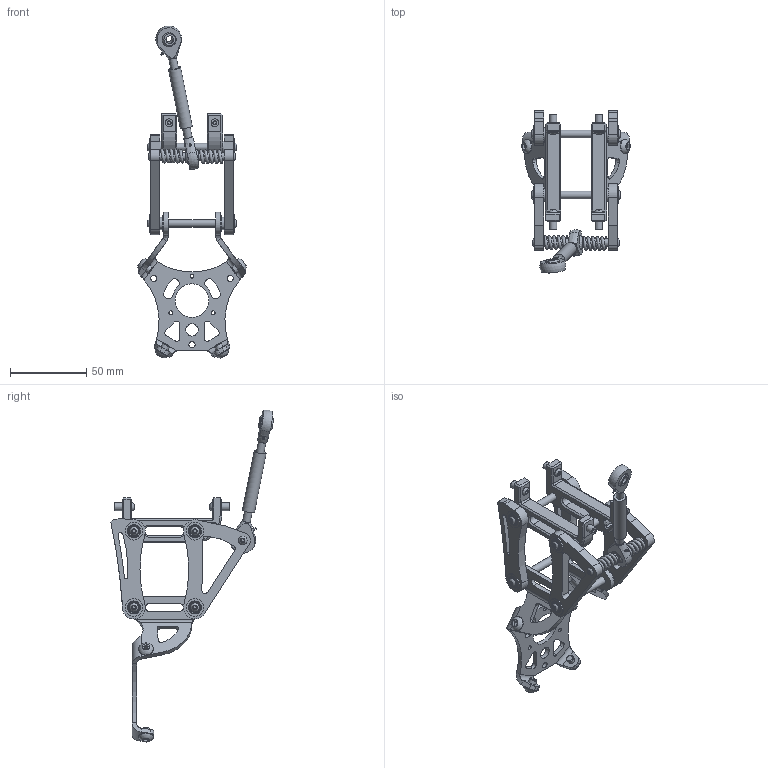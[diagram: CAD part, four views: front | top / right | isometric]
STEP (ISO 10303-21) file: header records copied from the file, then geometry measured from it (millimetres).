
FILE_DESCRIPTION(/* description */ (''),/* implementation_level */ '2;1');
FILE_NAME(/* name */ '底盘悬架 v44.step',/* time_stamp */ '2022-06-29T16:18:39+08:00',/* author */ (''),/* organization */ (''),/* preprocessor_version */ 'ST-DEVELOPER v19',/* originating_system */ 'Autodesk Translation Framework v11.7.0.108',/* authorisation */ '');
FILE_SCHEMA (('AUTOMOTIVE_DESIGN { 1 0 10303 214 3 1 1 }'));
Length unit declared in the file: millimetre
Products named in the file (27): 底盘悬架; 底盘悬架mir; m3d5_25; m3d5_12; 二级悬挂轮组连接; M5x6 BHCS; f5-10m; 50mm摇臂_同侧; bearing_smf105zz_1; 50mm摇臂_同侧（mir）; bearing_smf105zz_1_1; 50mm摇臂_同侧_带锚点; bearing_smf105zz_1_2; 50mm摇臂_同侧_带锚点（m
ir）; bearing_smf105zz_1_3; M3x6 BHCS; M3x20 BHCS; m3d5_50; 自适应连杆; PTLOS5R_203; m5d8_40; PTLOS5R_203_1; PTLOSR_1_PTLOS5R_1; PTLOSR_2_PTLOS5R_2; 内5线径2圈数5弹簧; m3d5_10; M3x4 BHCS
Assembly tree (63 placements, depth 5):
  底盘悬架
    底盘悬架mir
    m3d5_25  x2
    f5-10m  x4
    m3d5_12  x4
    二级悬挂轮组连接
      M5x6 BHCS  x4
      f5-10m  x4
      m3d5_50  x3
      50mm摇臂_同侧
        bearing_smf105zz_1  x2
        M3x6 BHCS
        M3x20 BHCS
      50mm摇臂_同侧（mir）
        bearing_smf105zz_1_1  x2
        M3x6 BHCS
        M3x20 BHCS
      50mm摇臂_同侧_带锚点
        bearing_smf105zz_1_2  x2
        M3x6 BHCS  x2
        M3x20 BHCS
      50mm摇臂_同侧_带锚点（m
ir）
        bearing_smf105zz_1_3  x2
        M3x6 BHCS  x2
        M3x20 BHCS
      自适应连杆
        PTLOS5R_203
          PTLOSR_1_PTLOS5R_1
          PTLOSR_2_PTLOS5R_2
        m5d8_40
        PTLOS5R_203_1
          PTLOSR_1_PTLOS5R_1
          PTLOSR_2_PTLOS5R_2
      内5线径2圈数5弹簧  x2
    m3d5_10  x4
    M3x4 BHCS  x4
Bounding box: 71.05 x 106.35 x 217.59 mm (x, y, z)
Volume: 68763.1 mm3; surface area: 63946.4 mm2
Topology: 93 solids, 93 shells, 1470 faces, 3048 edges, 1920 vertices
Faces by surface type: plane 609, cylinder 385, cone 200, torus 164, sphere 96, bspline 16
Full cylindrical faces by diameter (mm): 1 x2, 1.5 x2, 2.529 x16, 3 x18, 4 x3, 4.234 x5, 5 x62, 5.7 x14, 6.72 x16, 6.837 x16, 8 x10, 8.28 x32, 8.56 x16, 9.5 x4, 10 x44, 11.6 x8, 22 x1
Entity records: 24980 total; most frequent: CARTESIAN_POINT 5161, DIRECTION 4386, ORIENTED_EDGE 3478, AXIS2_PLACEMENT_3D 1806, EDGE_CURVE 1739, VERTEX_POINT 1150, EDGE_LOOP 1121, CIRCLE 841
